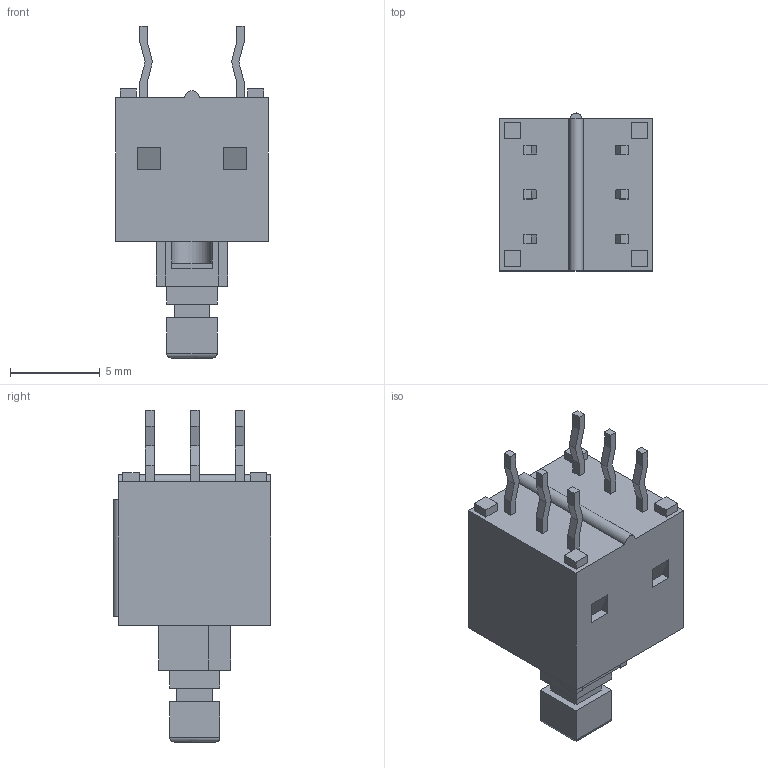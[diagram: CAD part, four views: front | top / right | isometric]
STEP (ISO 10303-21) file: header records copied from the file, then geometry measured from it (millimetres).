
FILE_DESCRIPTION((' '),'2;1');
FILE_NAME('TL2201xxZB.stp','2017-08-01T13:54:50',(' '),(' '),' ','ACIS',' ');
FILE_SCHEMA(('CONFIG_CONTROL_DESIGN'));
Length unit declared in the file: inch
Products named in the file (1): TL2201xxZB.stp
Bounding box: 8.5 x 8.8 x 18.5 mm (x, y, z)
Volume: 405.7 mm3; surface area: 1065.7 mm2
Topology: 1 solids, 1 shells, 238 faces, 634 edges, 416 vertices
Faces by surface type: plane 229, cylinder 9
Entity records: 7357 total; most frequent: CARTESIAN_POINT 1289, ORIENTED_EDGE 1268, DIRECTION 1126, EDGE_CURVE 634, VECTOR 620, LINE 620, VERTEX_POINT 416, EDGE_LOOP 264
